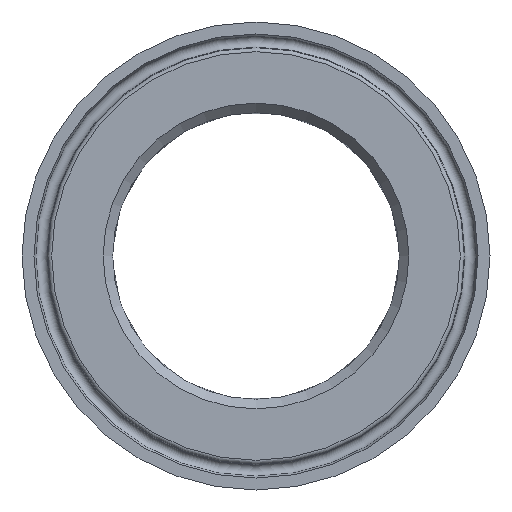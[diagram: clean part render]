
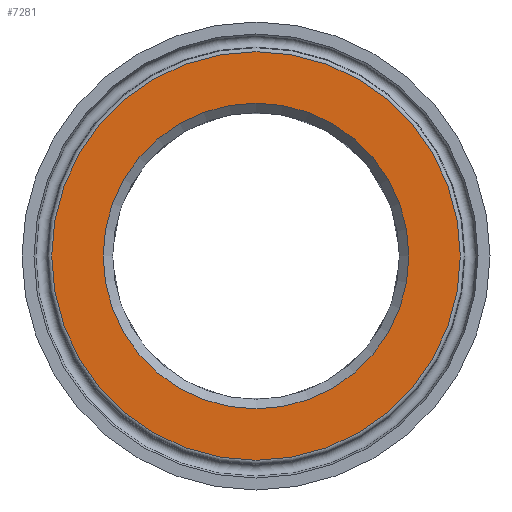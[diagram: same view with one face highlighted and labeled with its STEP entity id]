
A CAD part, left-side view. The second image highlights one B-rep face of the part: STEP entity #7281.
In plain terms, the highlighted planar face has unit normal (-1, 0, 0).
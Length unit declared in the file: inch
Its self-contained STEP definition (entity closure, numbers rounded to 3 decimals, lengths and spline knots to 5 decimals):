
#98=FACE_BOUND('',#1302,.T.);
#466=PLANE('',#7679);
#859=FACE_OUTER_BOUND('',#1301,.T.);
#1301=EDGE_LOOP('',(#6800));
#1302=EDGE_LOOP('',(#6801));
#1881=CIRCLE('',#7676,1.16889);
#1883=CIRCLE('',#7680,1.56256);
#3568=VERTEX_POINT('',#16294);
#3570=VERTEX_POINT('',#16300);
#4651=EDGE_CURVE('',#3568,#3568,#1881,.T.);
#4653=EDGE_CURVE('',#3570,#3570,#1883,.T.);
#6800=ORIENTED_EDGE('',*,*,#4653,.F.);
#6801=ORIENTED_EDGE('',*,*,#4651,.F.);
#7281=ADVANCED_FACE('',(#859,#98),#466,.T.);
#7676=AXIS2_PLACEMENT_3D('',#16295,#8942,#8943);
#7679=AXIS2_PLACEMENT_3D('',#16299,#8948,#8949);
#7680=AXIS2_PLACEMENT_3D('',#16301,#8950,#8951);
#8942=DIRECTION('center_axis',(-1.,0.,0.));
#8943=DIRECTION('ref_axis',(0.,-1.,0.));
#8948=DIRECTION('center_axis',(-1.,0.,0.));
#8949=DIRECTION('ref_axis',(0.,0.,1.));
#8950=DIRECTION('center_axis',(1.,0.,0.));
#8951=DIRECTION('ref_axis',(0.,-1.,0.));
#16294=CARTESIAN_POINT('',(0.,1.16889,0.));
#16295=CARTESIAN_POINT('Origin',(0.,0.,
0.));
#16299=CARTESIAN_POINT('Origin',(0.,1.33848,
0.));
#16300=CARTESIAN_POINT('',(0.,1.56256,0.));
#16301=CARTESIAN_POINT('Origin',(0.,0.,
0.));
